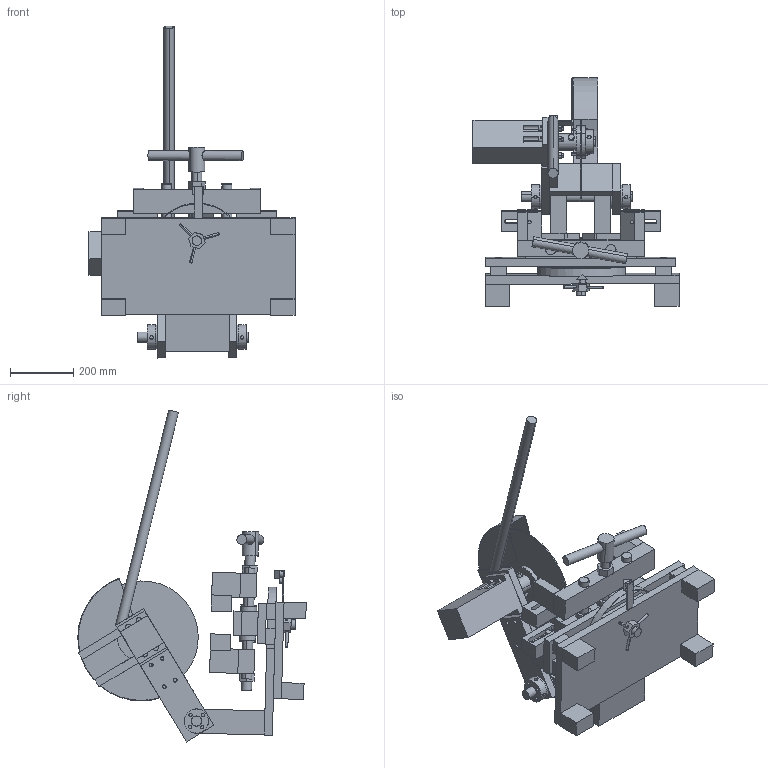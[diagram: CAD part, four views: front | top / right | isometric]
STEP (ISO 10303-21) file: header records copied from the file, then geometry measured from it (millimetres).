
FILE_DESCRIPTION (( 'STEP AP203' ), '1' );
FILE_NAME ('FullAssembly.STEP', '2012-07-05T22:29:10', ( '' ), ( '' ), 'SwSTEP 2.0', 'SolidWorks 2010', '' );
FILE_SCHEMA (( 'CONFIG_CONTROL_DESIGN' ));
Length unit declared in the file: millimetre
Products named in the file (54): ShortSpacer; LongSpacer; IndicatorFlat; Magnet; AngleIndicator; SupportAssembly; LongSupportFlat; OperationHandle; ShortSupportFlat; BridgeFlat; RotationSupportFlat; StopShaft; BladeGuard; GuardFlat; GuardSide; GuardSupport; DriveAssembly; BaseFlat; FullAssembly; BaseAssembly; Baseplate; HydraulicMotor; ShaftCoupling; Spindle; MountDisc; Blade; CollarSetscrew; ViseAssembly; FixedBlock; ThreadedRod; CouplingSetscrew; MovingBlock; Raiser; OtherClampBlock; ClampBlock; ClampJaw; HandleCollar; MediumShaftCollar; Handle; SupportThrustWasher ...
Assembly tree (122 placements, depth 3):
  FullAssembly
    ViseAssembly
      MovingBlock  x2
      MediumShaftCollar  x6
      ClampJaw  x4
      CouplingSetscrew  x6
      Long2Screw  x4
      HandleCollar
      ClampBlock  x2
      LargeLHNut  x2
      OtherClampBlock  x2
      SupportThrustWasher  x2
      ThreadedRod
      Raiser  x2
      Handle
      SupportShaft  x2
      FixedBlock
    Long2Screw  x4
    BladeGuard
      GuardSupport  x2
      GuardSide  x2
      GuardFlat
    MediumNut  x4
    BaseAssembly
      BaseFlat
      LongSpacer  x4
      Magnet  x2
      IndicatorFlat
      ShortSpacer  x4
      Baseplate
      LongScrew  x4
      AngleIndicator
    SwivelAssembly
      LargeThrustWasher  x4
      SwivelPlate
      DriveCollar  x2
      Pin  x3
      SupportShaft
      LargeNut
      MeasureFlat
      ShortThreadedRod
      LongScrew
      ShaftBlock  x2
    SupportAssembly
      RotationSupportFlat
      BridgeFlat
      ShortSupportFlat
      OperationHandle
      LongSupportFlat
      StopShaft
    DriveAssembly
      MountDisc  x2
      Long2Screw
      Pin  x2
      HydraulicMotor
      LongScrew  x4
      Spindle
      CollarSetscrew  x8
      ShaftCoupling
      DriveCollar
Bounding box: 649.72 x 720.52 x 1046.99 mm (x, y, z)
Volume: 27676884.4 mm3; surface area: 3495969.4 mm2
Topology: 116 solids, 116 shells, 1003 faces, 2273 edges, 1514 vertices
Faces by surface type: cylinder 502, plane 501
Entity records: 23557 total; most frequent: CARTESIAN_POINT 4125, DIRECTION 2667, ORIENTED_EDGE 2218, EDGE_CURVE 1109, AXIS2_PLACEMENT_3D 1014, VERTEX_POINT 738, LINE 639, VECTOR 639
